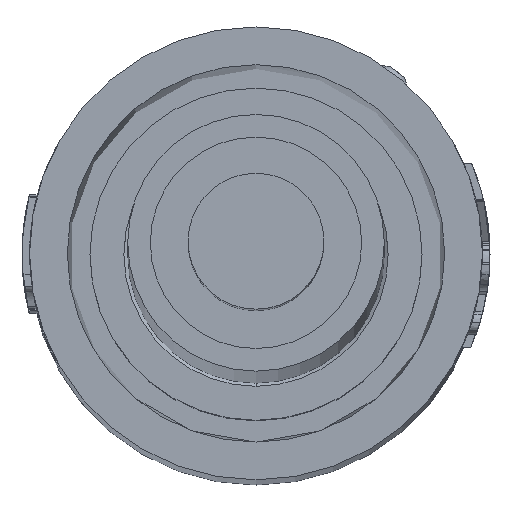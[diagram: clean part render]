
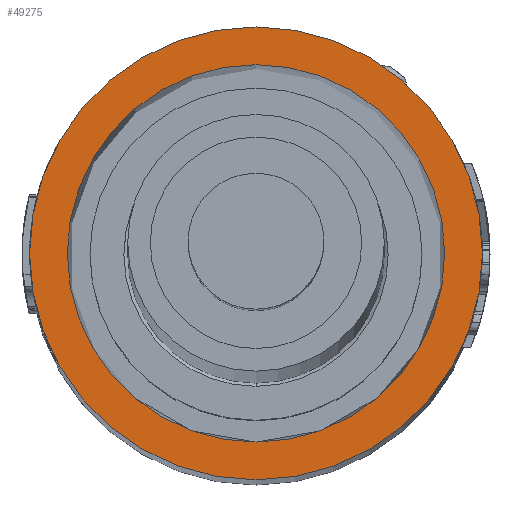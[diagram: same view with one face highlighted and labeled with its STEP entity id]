
A CAD part, top view. The second image highlights one B-rep face of the part: STEP entity #49275.
In plain terms, the highlighted planar face has unit normal (0, 0, 1).
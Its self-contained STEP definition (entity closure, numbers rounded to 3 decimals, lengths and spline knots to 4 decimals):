
#40458=CARTESIAN_POINT('',(0.,0.,34.4));
#40459=DIRECTION('',(0.,0.,1.));
#40460=DIRECTION('',(0.,1.,0.));
#40461=AXIS2_PLACEMENT_3D('',#40458,#40459,#40460);
#40463=CARTESIAN_POINT('',(0.,0.,34.4));
#40464=DIRECTION('',(0.,0.,-1.));
#40465=DIRECTION('',(0.,1.,0.));
#40466=AXIS2_PLACEMENT_3D('',#40463,#40464,#40465);
#40472=CARTESIAN_POINT('',(0.,0.,34.4));
#40473=DIRECTION('',(0.,0.,-1.));
#40474=DIRECTION('',(0.,1.,0.));
#40475=AXIS2_PLACEMENT_3D('',#40472,#40473,#40474);
#40481=CARTESIAN_POINT('',(0.,0.,34.4));
#40482=DIRECTION('',(0.,0.,1.));
#40483=DIRECTION('',(0.,1.,0.));
#40484=AXIS2_PLACEMENT_3D('',#40481,#40482,#40483);
#48069=CARTESIAN_POINT('',(0.,3.,34.4));
#48070=CARTESIAN_POINT('',(0.,-3.,34.4));
#48071=VERTEX_POINT('',#48069);
#48072=VERTEX_POINT('',#48070);
#49068=CARTESIAN_POINT('',(0.,2.5,34.4));
#49070=VERTEX_POINT('',#49068);
#49072=CARTESIAN_POINT('',(0.,-2.5,34.4));
#49074=VERTEX_POINT('',#49072);
#49260=CARTESIAN_POINT('',(0.,0.,34.4));
#49261=DIRECTION('',(0.,0.,1.));
#49262=DIRECTION('',(0.,1.,0.));
#49263=AXIS2_PLACEMENT_3D('',#49260,#49261,#49262);
#49264=PLANE('',#49263);
#49265=ORIENTED_EDGE('',*,*,#49121,.F.);
#49266=ORIENTED_EDGE('',*,*,#49213,.T.);
#49267=EDGE_LOOP('',(#49265,#49266));
#49268=FACE_OUTER_BOUND('',#49267,.F.);
#49270=ORIENTED_EDGE('',*,*,#49269,.F.);
#49272=ORIENTED_EDGE('',*,*,#49271,.T.);
#49273=EDGE_LOOP('',(#49270,#49272));
#49274=FACE_BOUND('',#49273,.F.);
#49275=ADVANCED_FACE('',(#49268,#49274),#49264,.T.);
#40462=CIRCLE('',#40461,3.);
#40467=CIRCLE('',#40466,3.);
#40476=CIRCLE('',#40475,2.5);
#40485=CIRCLE('',#40484,2.5);
#49121=EDGE_CURVE('',#48071,#48072,#40462,.T.);
#49213=EDGE_CURVE('',#48071,#48072,#40467,.T.);
#49269=EDGE_CURVE('',#49070,#49074,#40476,.T.);
#49271=EDGE_CURVE('',#49070,#49074,#40485,.T.);
